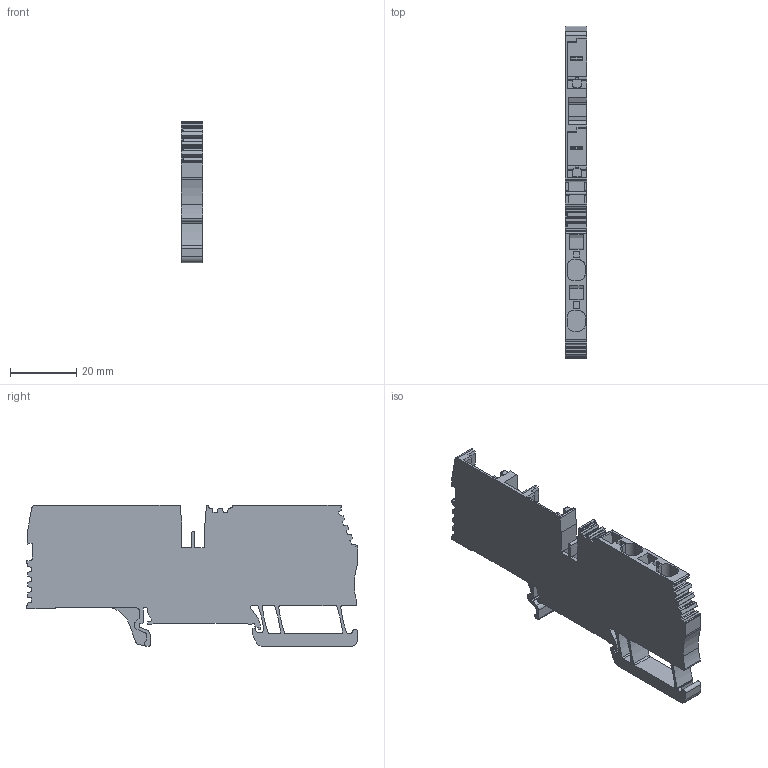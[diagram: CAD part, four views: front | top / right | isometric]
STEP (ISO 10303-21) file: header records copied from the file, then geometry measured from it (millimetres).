
FILE_DESCRIPTION(('CATIA V5R22 STEP214','CAx-IF Rec.Pracs.--- Model Styling and Organization---1.4--- 2014-01-23'),'2;1');
FILE_NAME ('023816-2_0', '2021-04-13T04:55:14+00:00', ('Weidmueller Interface'), ('Weidmueller'), 'CATIA Version 5-6 Release 2016 SP3 HF44', 'CATIA V5 STEP AP214', 'none');
FILE_SCHEMA(('AUTOMOTIVE_DESIGN { 1 0 10303 214 1 1 1 1 }'));
Length unit declared in the file: millimetre
Products named in the file (1): 36503_ZT_4_4AN_2_AllCATPart
Bounding box: 6.5 x 100.1 x 42.7 mm (x, y, z)
Volume: 16816 mm3; surface area: 11627.3 mm2
Topology: 3 solids, 3 shells, 594 faces, 1711 edges, 1130 vertices
Faces by surface type: plane 368, cylinder 221, torus 3, sphere 2
Entity records: 19150 total; most frequent: CARTESIAN_POINT 3987, ORIENTED_EDGE 3418, DIRECTION 2666, EDGE_CURVE 1709, VECTOR 1236, LINE 1236, VERTEX_POINT 1130, AXIS2_PLACEMENT_3D 911
